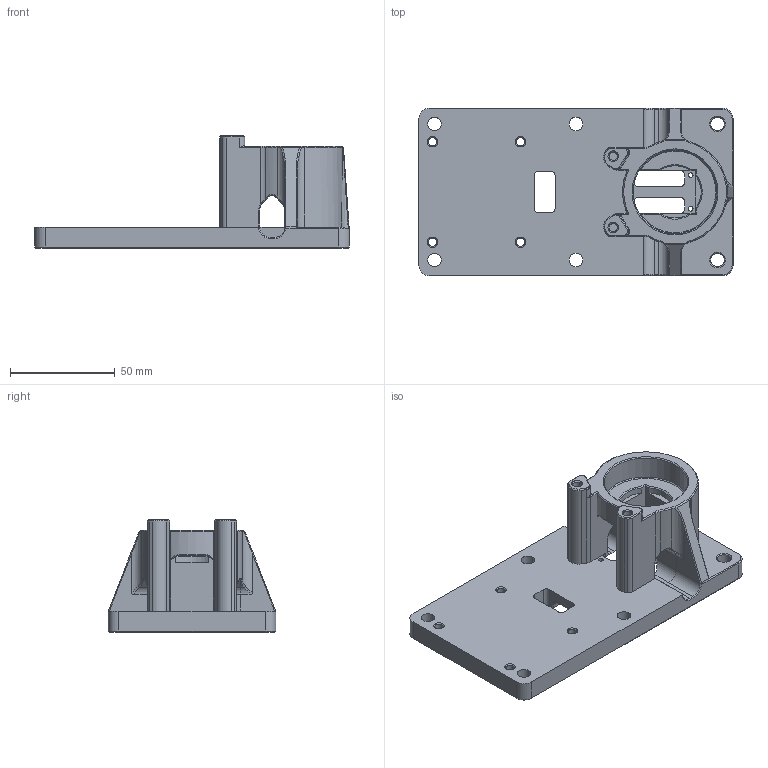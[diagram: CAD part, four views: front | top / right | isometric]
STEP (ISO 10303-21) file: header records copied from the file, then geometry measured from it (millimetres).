
FILE_DESCRIPTION(/* description */ ('STEP AP214'),/* implementation_level */ '2;1');
FILE_NAME(/* name */ 'base rev.step',/* time_stamp */ '2025-08-22T18:29:42+02:00',/* author */ (''),/* organization */ (''),/* preprocessor_version */ 'ST-DEVELOPER v20.1',/* originating_system */ 'Autodesk Translation Framework v14.10.0.0',/* authorisation */ '');
FILE_SCHEMA (('AUTOMOTIVE_DESIGN { 1 0 10303 214 3 1 1 }'));
Length unit declared in the file: millimetre
Products named in the file (1): factr_teleop_franka_base
Bounding box: 150 x 80 x 53.5 mm (x, y, z)
Volume: 155518.3 mm3; surface area: 44225 mm2
Topology: 1 solids, 1 shells, 374 faces, 984 edges, 605 vertices
Faces by surface type: plane 132, cone 90, cylinder 87, bspline 65
Full cylindrical faces by diameter (mm): 2.2 x4, 4 x6, 6.5 x6, 40 x1
Entity records: 12889 total; most frequent: CARTESIAN_POINT 4032, ORIENTED_EDGE 1968, DIRECTION 1665, EDGE_CURVE 984, VERTEX_POINT 605, AXIS2_PLACEMENT_3D 579, LINE 507, VECTOR 507
